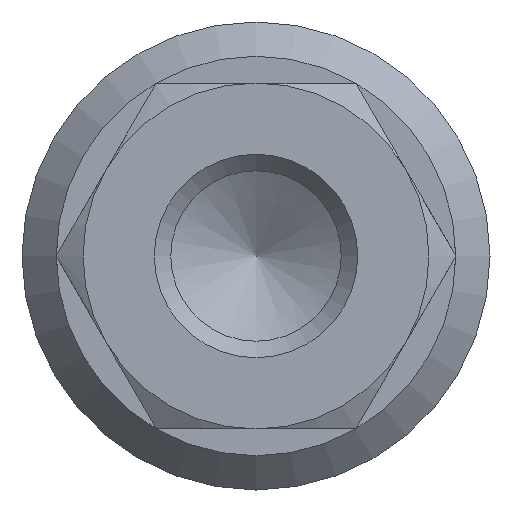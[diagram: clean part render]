
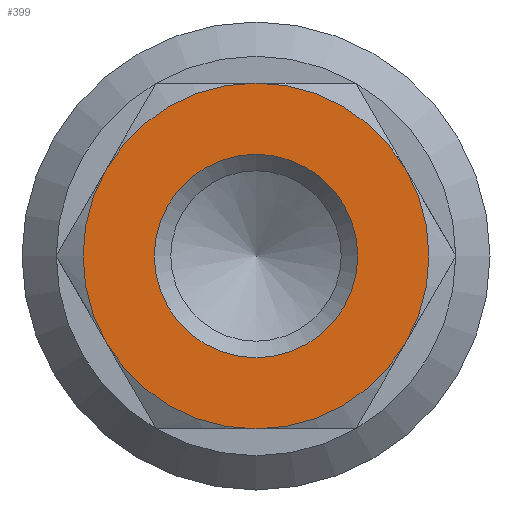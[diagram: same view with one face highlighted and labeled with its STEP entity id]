
A CAD part, front view. The second image highlights one B-rep face of the part: STEP entity #399.
In plain terms, the highlighted planar face has unit normal (0, -1, 0).
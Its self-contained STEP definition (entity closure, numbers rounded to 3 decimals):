
#29=FACE_BOUND('',#143,.T.);
#113=FACE_OUTER_BOUND('',#142,.T.);
#142=EDGE_LOOP('',(#346,#347,#348,#349,#350,#351));
#143=EDGE_LOOP('',(#352));
#160=CIRCLE('',#454,8.5);
#161=CIRCLE('',#456,8.5);
#162=CIRCLE('',#458,8.5);
#163=CIRCLE('',#460,8.5);
#164=CIRCLE('',#462,8.5);
#165=CIRCLE('',#464,8.5);
#166=CIRCLE('',#465,5.);
#188=VERTEX_POINT('',#651);
#190=VERTEX_POINT('',#661);
#192=VERTEX_POINT('',#671);
#194=VERTEX_POINT('',#681);
#196=VERTEX_POINT('',#691);
#197=VERTEX_POINT('',#699);
#198=VERTEX_POINT('',#718);
#245=EDGE_CURVE('',#190,#192,#160,.T.);
#246=EDGE_CURVE('',#188,#190,#161,.T.);
#247=EDGE_CURVE('',#196,#197,#162,.T.);
#248=EDGE_CURVE('',#194,#196,#163,.T.);
#249=EDGE_CURVE('',#192,#194,#164,.T.);
#250=EDGE_CURVE('',#197,#188,#165,.T.);
#251=EDGE_CURVE('',#198,#198,#166,.T.);
#346=ORIENTED_EDGE('',*,*,#245,.T.);
#347=ORIENTED_EDGE('',*,*,#249,.T.);
#348=ORIENTED_EDGE('',*,*,#248,.T.);
#349=ORIENTED_EDGE('',*,*,#247,.T.);
#350=ORIENTED_EDGE('',*,*,#250,.T.);
#351=ORIENTED_EDGE('',*,*,#246,.T.);
#352=ORIENTED_EDGE('',*,*,#251,.F.);
#376=PLANE('',#463);
#399=ADVANCED_FACE('',(#113,#29),#376,.F.);
#454=AXIS2_PLACEMENT_3D('',#707,#553,#554);
#456=AXIS2_PLACEMENT_3D('',#709,#557,#558);
#458=AXIS2_PLACEMENT_3D('',#711,#561,#562);
#460=AXIS2_PLACEMENT_3D('',#713,#565,#566);
#462=AXIS2_PLACEMENT_3D('',#715,#569,#570);
#463=AXIS2_PLACEMENT_3D('',#716,#571,#572);
#464=AXIS2_PLACEMENT_3D('',#717,#573,#574);
#465=AXIS2_PLACEMENT_3D('',#719,#575,#576);
#553=DIRECTION('center_axis',(0.,-1.,0.));
#554=DIRECTION('ref_axis',(0.,0.,-1.));
#557=DIRECTION('center_axis',(0.,-1.,0.));
#558=DIRECTION('ref_axis',(0.,0.,-1.));
#561=DIRECTION('center_axis',(0.,-1.,0.));
#562=DIRECTION('ref_axis',(0.,0.,-1.));
#565=DIRECTION('center_axis',(0.,-1.,0.));
#566=DIRECTION('ref_axis',(0.,0.,-1.));
#569=DIRECTION('center_axis',(0.,-1.,0.));
#570=DIRECTION('ref_axis',(0.,0.,-1.));
#571=DIRECTION('center_axis',(0.,1.,0.));
#572=DIRECTION('ref_axis',(0.,0.,1.));
#573=DIRECTION('center_axis',(0.,-1.,0.));
#574=DIRECTION('ref_axis',(0.,0.,-1.));
#575=DIRECTION('center_axis',(0.,-1.,0.));
#576=DIRECTION('ref_axis',(0.,0.,-1.));
#651=CARTESIAN_POINT('',(-7.361,0.,-4.25));
#661=CARTESIAN_POINT('',(0.,0.,-8.5));
#671=CARTESIAN_POINT('',(7.361,0.,-4.25));
#681=CARTESIAN_POINT('',(7.361,0.,4.25));
#691=CARTESIAN_POINT('',(0.,0.,8.5));
#699=CARTESIAN_POINT('',(-7.361,0.,4.25));
#707=CARTESIAN_POINT('Origin',(0.,0.,0.));
#709=CARTESIAN_POINT('Origin',(0.,0.,0.));
#711=CARTESIAN_POINT('Origin',(0.,0.,0.));
#713=CARTESIAN_POINT('Origin',(0.,0.,0.));
#715=CARTESIAN_POINT('Origin',(0.,0.,0.));
#716=CARTESIAN_POINT('Origin',(8.5,0.,0.));
#717=CARTESIAN_POINT('Origin',(0.,0.,0.));
#718=CARTESIAN_POINT('',(0.,0.,5.));
#719=CARTESIAN_POINT('Origin',(0.,0.,0.));
